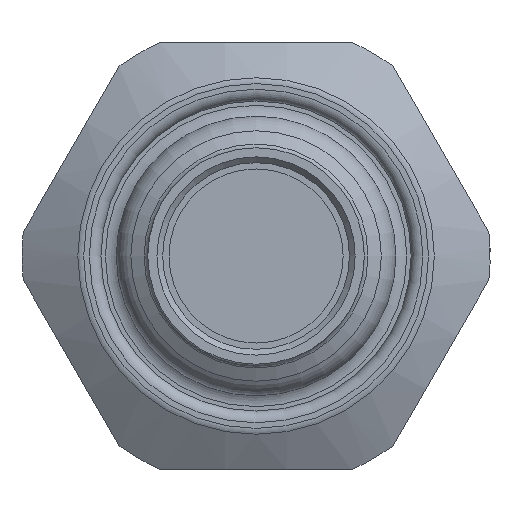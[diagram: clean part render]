
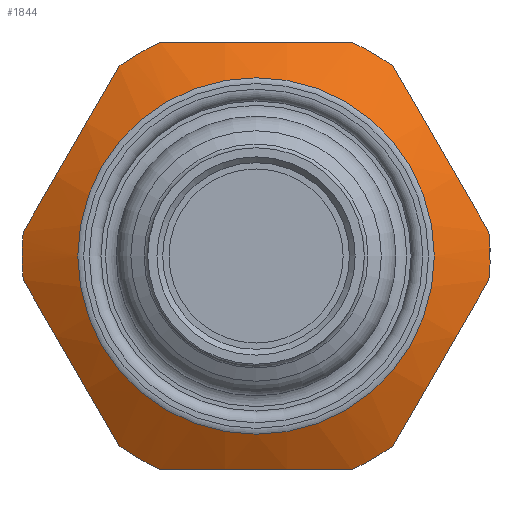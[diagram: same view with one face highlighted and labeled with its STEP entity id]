
A CAD part, front view. The second image highlights one B-rep face of the part: STEP entity #1844.
In plain terms, the highlighted conical face has half-angle 60 degrees and reference radius 17.78 mm.
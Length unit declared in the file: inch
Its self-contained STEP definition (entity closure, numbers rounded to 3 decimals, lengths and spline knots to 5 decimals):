
#52=(
BOUNDED_CURVE()
B_SPLINE_CURVE(2,(#3258,#3259,#3260),.UNSPECIFIED.,.F.,.F.)
B_SPLINE_CURVE_WITH_KNOTS((3,3),(0.,1.67512),.UNSPECIFIED.)
CURVE()
GEOMETRIC_REPRESENTATION_ITEM()
RATIONAL_B_SPLINE_CURVE((1.,1.096,1.))
REPRESENTATION_ITEM('')
);
#53=(
BOUNDED_CURVE()
B_SPLINE_CURVE(2,(#3264,#3265,#3266),.UNSPECIFIED.,.F.,.F.)
B_SPLINE_CURVE_WITH_KNOTS((3,3),(0.,1.67512),.UNSPECIFIED.)
CURVE()
GEOMETRIC_REPRESENTATION_ITEM()
RATIONAL_B_SPLINE_CURVE((1.,1.096,1.))
REPRESENTATION_ITEM('')
);
#54=(
BOUNDED_CURVE()
B_SPLINE_CURVE(2,(#3270,#3271,#3272),.UNSPECIFIED.,.F.,.F.)
B_SPLINE_CURVE_WITH_KNOTS((3,3),(0.,1.67512),.UNSPECIFIED.)
CURVE()
GEOMETRIC_REPRESENTATION_ITEM()
RATIONAL_B_SPLINE_CURVE((1.,1.096,1.))
REPRESENTATION_ITEM('')
);
#55=(
BOUNDED_CURVE()
B_SPLINE_CURVE(2,(#3276,#3277,#3278),.UNSPECIFIED.,.F.,.F.)
B_SPLINE_CURVE_WITH_KNOTS((3,3),(0.,1.67512),.UNSPECIFIED.)
CURVE()
GEOMETRIC_REPRESENTATION_ITEM()
RATIONAL_B_SPLINE_CURVE((1.,1.096,1.))
REPRESENTATION_ITEM('')
);
#56=(
BOUNDED_CURVE()
B_SPLINE_CURVE(2,(#3282,#3283,#3284),.UNSPECIFIED.,.F.,.F.)
B_SPLINE_CURVE_WITH_KNOTS((3,3),(0.,1.67512),.UNSPECIFIED.)
CURVE()
GEOMETRIC_REPRESENTATION_ITEM()
RATIONAL_B_SPLINE_CURVE((1.,1.096,1.))
REPRESENTATION_ITEM('')
);
#57=(
BOUNDED_CURVE()
B_SPLINE_CURVE(2,(#3288,#3289,#3290),.UNSPECIFIED.,.F.,.F.)
B_SPLINE_CURVE_WITH_KNOTS((3,3),(0.,1.67512),.UNSPECIFIED.)
CURVE()
GEOMETRIC_REPRESENTATION_ITEM()
RATIONAL_B_SPLINE_CURVE((1.,1.096,1.))
REPRESENTATION_ITEM('')
);
#180=LINE('',#3254,#252);
#252=VECTOR('',#2661,0.7);
#292=CONICAL_SURFACE('',#2113,0.7,1.047);
#391=FACE_OUTER_BOUND('',#519,.T.);
#519=EDGE_LOOP('',(#1496,#1497,#1498,#1499,#1500,#1501,#1502,#1503,#1504,
#1505,#1506,#1507,#1508,#1509,#1510,#1511));
#665=CIRCLE('',#2110,0.60928);
#667=CIRCLE('',#2114,0.8);
#668=CIRCLE('',#2115,0.8);
#669=CIRCLE('',#2116,0.8);
#670=CIRCLE('',#2117,0.8);
#671=CIRCLE('',#2118,0.8);
#672=CIRCLE('',#2119,0.8);
#673=CIRCLE('',#2120,0.8);
#806=VERTEX_POINT('',#3246);
#808=VERTEX_POINT('',#3253);
#809=VERTEX_POINT('',#3255);
#810=VERTEX_POINT('',#3257);
#811=VERTEX_POINT('',#3261);
#812=VERTEX_POINT('',#3263);
#813=VERTEX_POINT('',#3267);
#814=VERTEX_POINT('',#3269);
#815=VERTEX_POINT('',#3273);
#816=VERTEX_POINT('',#3275);
#817=VERTEX_POINT('',#3279);
#818=VERTEX_POINT('',#3281);
#819=VERTEX_POINT('',#3285);
#820=VERTEX_POINT('',#3287);
#1041=EDGE_CURVE('',#806,#806,#665,.T.);
#1043=EDGE_CURVE('',#806,#808,#180,.T.);
#1044=EDGE_CURVE('',#809,#808,#667,.T.);
#1045=EDGE_CURVE('',#810,#809,#52,.T.);
#1046=EDGE_CURVE('',#811,#810,#668,.T.);
#1047=EDGE_CURVE('',#812,#811,#53,.T.);
#1048=EDGE_CURVE('',#813,#812,#669,.T.);
#1049=EDGE_CURVE('',#814,#813,#54,.T.);
#1050=EDGE_CURVE('',#815,#814,#670,.T.);
#1051=EDGE_CURVE('',#816,#815,#55,.T.);
#1052=EDGE_CURVE('',#817,#816,#671,.T.);
#1053=EDGE_CURVE('',#818,#817,#56,.T.);
#1054=EDGE_CURVE('',#819,#818,#672,.T.);
#1055=EDGE_CURVE('',#820,#819,#57,.T.);
#1056=EDGE_CURVE('',#808,#820,#673,.T.);
#1496=ORIENTED_EDGE('',*,*,#1041,.F.);
#1497=ORIENTED_EDGE('',*,*,#1043,.T.);
#1498=ORIENTED_EDGE('',*,*,#1044,.F.);
#1499=ORIENTED_EDGE('',*,*,#1045,.F.);
#1500=ORIENTED_EDGE('',*,*,#1046,.F.);
#1501=ORIENTED_EDGE('',*,*,#1047,.F.);
#1502=ORIENTED_EDGE('',*,*,#1048,.F.);
#1503=ORIENTED_EDGE('',*,*,#1049,.F.);
#1504=ORIENTED_EDGE('',*,*,#1050,.F.);
#1505=ORIENTED_EDGE('',*,*,#1051,.F.);
#1506=ORIENTED_EDGE('',*,*,#1052,.F.);
#1507=ORIENTED_EDGE('',*,*,#1053,.F.);
#1508=ORIENTED_EDGE('',*,*,#1054,.F.);
#1509=ORIENTED_EDGE('',*,*,#1055,.F.);
#1510=ORIENTED_EDGE('',*,*,#1056,.F.);
#1511=ORIENTED_EDGE('',*,*,#1043,.F.);
#1844=ADVANCED_FACE('',(#391),#292,.T.);
#2110=AXIS2_PLACEMENT_3D('',#3248,#2653,#2654);
#2113=AXIS2_PLACEMENT_3D('',#3252,#2659,#2660);
#2114=AXIS2_PLACEMENT_3D('',#3256,#2662,#2663);
#2115=AXIS2_PLACEMENT_3D('',#3262,#2664,#2665);
#2116=AXIS2_PLACEMENT_3D('',#3268,#2666,#2667);
#2117=AXIS2_PLACEMENT_3D('',#3274,#2668,#2669);
#2118=AXIS2_PLACEMENT_3D('',#3280,#2670,#2671);
#2119=AXIS2_PLACEMENT_3D('',#3286,#2672,#2673);
#2120=AXIS2_PLACEMENT_3D('',#3291,#2674,#2675);
#2653=DIRECTION('center_axis',(0.,-1.,0.));
#2654=DIRECTION('ref_axis',(-1.,0.,0.));
#2659=DIRECTION('center_axis',(0.,1.,0.));
#2660=DIRECTION('ref_axis',(1.,0.,0.));
#2661=DIRECTION('',(-0.866,0.5,0.));
#2662=DIRECTION('center_axis',(0.,1.,0.));
#2663=DIRECTION('ref_axis',(-1.,0.,0.));
#2664=DIRECTION('center_axis',(0.,1.,0.));
#2665=DIRECTION('ref_axis',(-1.,0.,0.));
#2666=DIRECTION('center_axis',(0.,1.,0.));
#2667=DIRECTION('ref_axis',(-1.,0.,0.));
#2668=DIRECTION('center_axis',(0.,1.,0.));
#2669=DIRECTION('ref_axis',(-1.,0.,0.));
#2670=DIRECTION('center_axis',(0.,1.,0.));
#2671=DIRECTION('ref_axis',(-1.,0.,0.));
#2672=DIRECTION('center_axis',(0.,1.,0.));
#2673=DIRECTION('ref_axis',(-1.,0.,0.));
#2674=DIRECTION('center_axis',(0.,1.,0.));
#2675=DIRECTION('ref_axis',(-1.,0.,0.));
#3246=CARTESIAN_POINT('',(-0.60928,-0.27464,0.));
#3248=CARTESIAN_POINT('Origin',(0.,-0.27464,
0.));
#3252=CARTESIAN_POINT('Origin',(0.,-0.22226,
0.));
#3253=CARTESIAN_POINT('',(-0.8,-0.16453,0.));
#3254=CARTESIAN_POINT('',(-0.7,-0.22226,0.));
#3255=CARTESIAN_POINT('',(-0.79583,-0.16453,-0.08158));
#3256=CARTESIAN_POINT('Origin',(0.,-0.16453,0.));
#3257=CARTESIAN_POINT('',(-0.46857,-0.16453,-0.64842));
#3258=CARTESIAN_POINT('Ctrl Pts',(-0.46857,-0.16453,
-0.64842));
#3259=CARTESIAN_POINT('Ctrl Pts',(-0.6322,-0.24182,
-0.365));
#3260=CARTESIAN_POINT('Ctrl Pts',(-0.79583,-0.16453,
-0.08158));
#3261=CARTESIAN_POINT('',(-0.32726,-0.16453,-0.73));
#3262=CARTESIAN_POINT('Origin',(0.,-0.16453,0.));
#3263=CARTESIAN_POINT('',(0.32726,-0.16453,-0.73));
#3264=CARTESIAN_POINT('Ctrl Pts',(0.32726,-0.16453,
-0.73));
#3265=CARTESIAN_POINT('Ctrl Pts',(0.,-0.24182,
-0.73));
#3266=CARTESIAN_POINT('Ctrl Pts',(-0.32726,-0.16453,
-0.73));
#3267=CARTESIAN_POINT('',(0.46857,-0.16453,-0.64842));
#3268=CARTESIAN_POINT('Origin',(0.,-0.16453,0.));
#3269=CARTESIAN_POINT('',(0.79583,-0.16453,-0.08158));
#3270=CARTESIAN_POINT('Ctrl Pts',(0.79583,-0.16453,
-0.08158));
#3271=CARTESIAN_POINT('Ctrl Pts',(0.6322,-0.24182,-0.365));
#3272=CARTESIAN_POINT('Ctrl Pts',(0.46857,-0.16453,
-0.64842));
#3273=CARTESIAN_POINT('',(0.79583,-0.16453,0.08158));
#3274=CARTESIAN_POINT('Origin',(0.,-0.16453,0.));
#3275=CARTESIAN_POINT('',(0.46857,-0.16453,0.64842));
#3276=CARTESIAN_POINT('Ctrl Pts',(0.46857,-0.16453,
0.64842));
#3277=CARTESIAN_POINT('Ctrl Pts',(0.6322,-0.24182,0.365));
#3278=CARTESIAN_POINT('Ctrl Pts',(0.79583,-0.16453,
0.08158));
#3279=CARTESIAN_POINT('',(0.32726,-0.16453,0.73));
#3280=CARTESIAN_POINT('Origin',(0.,-0.16453,0.));
#3281=CARTESIAN_POINT('',(-0.32726,-0.16453,0.73));
#3282=CARTESIAN_POINT('Ctrl Pts',(-0.32726,-0.16453,
0.73));
#3283=CARTESIAN_POINT('Ctrl Pts',(0.,-0.24182,
0.73));
#3284=CARTESIAN_POINT('Ctrl Pts',(0.32726,-0.16453,
0.73));
#3285=CARTESIAN_POINT('',(-0.46857,-0.16453,0.64842));
#3286=CARTESIAN_POINT('Origin',(0.,-0.16453,0.));
#3287=CARTESIAN_POINT('',(-0.79583,-0.16453,0.08158));
#3288=CARTESIAN_POINT('Ctrl Pts',(-0.79583,-0.16453,
0.08158));
#3289=CARTESIAN_POINT('Ctrl Pts',(-0.6322,-0.24182,
0.365));
#3290=CARTESIAN_POINT('Ctrl Pts',(-0.46857,-0.16453,
0.64842));
#3291=CARTESIAN_POINT('Origin',(0.,-0.16453,0.));
